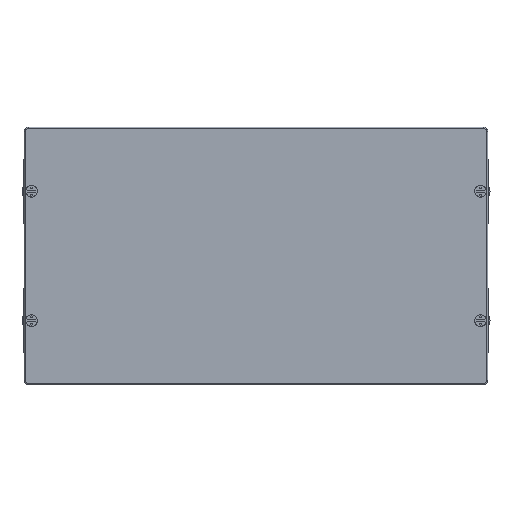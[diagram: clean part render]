
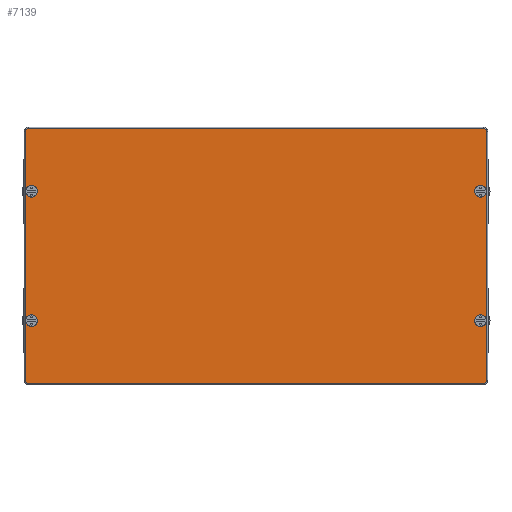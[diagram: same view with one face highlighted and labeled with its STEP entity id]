
A CAD part, top view. The second image highlights one B-rep face of the part: STEP entity #7139.
In plain terms, the highlighted planar face has unit normal (0, 0, 1).
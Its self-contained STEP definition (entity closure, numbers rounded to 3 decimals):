
#2=CARTESIAN_POINT('',(124.,75.,10.));
#3=DIRECTION('',(0.,0.,1.));
#4=DIRECTION('',(-0.479,-0.878,0.));
#5=AXIS2_PLACEMENT_3D('',#2,#3,#4);
#7=CARTESIAN_POINT('',(124.,75.,10.));
#8=DIRECTION('',(0.,0.,1.));
#9=DIRECTION('',(0.479,0.878,0.));
#10=AXIS2_PLACEMENT_3D('',#7,#8,#9);
#12=CARTESIAN_POINT('',(124.,-75.,10.));
#13=DIRECTION('',(0.,0.,1.));
#14=DIRECTION('',(0.479,-0.878,0.));
#15=AXIS2_PLACEMENT_3D('',#12,#13,#14);
#17=CARTESIAN_POINT('',(124.,-75.,10.));
#18=DIRECTION('',(0.,0.,1.));
#19=DIRECTION('',(-0.479,0.878,0.));
#20=AXIS2_PLACEMENT_3D('',#17,#18,#19);
#22=CARTESIAN_POINT('',(-397.,-75.,10.));
#23=DIRECTION('',(0.,0.,-1.));
#24=DIRECTION('',(-0.479,-0.878,0.));
#25=AXIS2_PLACEMENT_3D('',#22,#23,#24);
#27=CARTESIAN_POINT('',(-397.,-75.,10.));
#28=DIRECTION('',(0.,0.,-1.));
#29=DIRECTION('',(0.479,0.878,0.));
#30=AXIS2_PLACEMENT_3D('',#27,#28,#29);
#32=CARTESIAN_POINT('',(-397.,75.,10.));
#33=DIRECTION('',(0.,0.,-1.));
#34=DIRECTION('',(0.479,-0.878,0.));
#35=AXIS2_PLACEMENT_3D('',#32,#33,#34);
#37=CARTESIAN_POINT('',(-397.,75.,10.));
#38=DIRECTION('',(0.,0.,-1.));
#39=DIRECTION('',(-0.479,0.878,0.));
#40=AXIS2_PLACEMENT_3D('',#37,#38,#39);
#42=CARTESIAN_POINT('',(127.5,144.5,10.));
#43=DIRECTION('',(0.,0.,-1.));
#44=DIRECTION('',(0.,1.,0.));
#45=AXIS2_PLACEMENT_3D('',#42,#43,#44);
#47=CARTESIAN_POINT('',(127.5,-144.5,10.));
#48=DIRECTION('',(0.,0.,-1.));
#49=DIRECTION('',(1.,0.,0.));
#50=AXIS2_PLACEMENT_3D('',#47,#48,#49);
#52=CARTESIAN_POINT('',(-400.5,-144.5,10.));
#53=DIRECTION('',(0.,0.,1.));
#54=DIRECTION('',(-1.,0.,0.));
#55=AXIS2_PLACEMENT_3D('',#52,#53,#54);
#57=CARTESIAN_POINT('',(-400.5,144.5,10.));
#58=DIRECTION('',(0.,0.,1.));
#59=DIRECTION('',(0.,1.,0.));
#60=AXIS2_PLACEMENT_3D('',#57,#58,#59);
#730=DIRECTION('',(-1.,0.,0.));
#731=VECTOR('',#730,528.);
#732=CARTESIAN_POINT('',(127.5,147.838,10.));
#733=LINE('',#732,#731);
#1694=DIRECTION('',(1.,0.,0.));
#1695=VECTOR('',#1694,528.);
#1696=CARTESIAN_POINT('',(-400.5,-147.838,10.));
#1697=LINE('',#1696,#1695);
#1717=DIRECTION('',(0.,1.,0.));
#1718=VECTOR('',#1717,289.);
#1719=CARTESIAN_POINT('',(130.838,-144.5,10.));
#1720=LINE('',#1719,#1718);
#5696=DIRECTION('',(0.,1.,0.));
#5697=VECTOR('',#5696,289.);
#5698=CARTESIAN_POINT('',(-403.838,-144.5,10.));
#5699=LINE('',#5698,#5697);
#5704=CARTESIAN_POINT('',(-400.5,147.838,10.));
#5705=CARTESIAN_POINT('',(-403.838,144.5,10.));
#5706=VERTEX_POINT('',#5704);
#5707=VERTEX_POINT('',#5705);
#5708=CARTESIAN_POINT('',(-403.838,-144.5,10.));
#5709=VERTEX_POINT('',#5708);
#5710=CARTESIAN_POINT('',(-400.5,-147.838,10.));
#5711=VERTEX_POINT('',#5710);
#5712=CARTESIAN_POINT('',(-400.265,-80.977,10.));
#5713=CARTESIAN_POINT('',(-393.735,-69.023,10.));
#5714=VERTEX_POINT('',#5712);
#5715=VERTEX_POINT('',#5713);
#5716=CARTESIAN_POINT('',(-393.735,69.023,10.));
#5717=CARTESIAN_POINT('',(-400.265,80.977,10.));
#5718=VERTEX_POINT('',#5716);
#5719=VERTEX_POINT('',#5717);
#6012=CARTESIAN_POINT('',(127.5,147.838,10.));
#6013=CARTESIAN_POINT('',(130.838,144.5,10.));
#6014=VERTEX_POINT('',#6012);
#6015=VERTEX_POINT('',#6013);
#6016=CARTESIAN_POINT('',(130.838,-144.5,10.));
#6017=VERTEX_POINT('',#6016);
#6018=CARTESIAN_POINT('',(127.5,-147.838,10.));
#6019=VERTEX_POINT('',#6018);
#6020=CARTESIAN_POINT('',(127.265,-80.977,10.));
#6021=CARTESIAN_POINT('',(120.735,-69.023,10.));
#6022=VERTEX_POINT('',#6020);
#6023=VERTEX_POINT('',#6021);
#6024=CARTESIAN_POINT('',(120.735,69.023,10.));
#6025=CARTESIAN_POINT('',(127.265,80.977,10.));
#6026=VERTEX_POINT('',#6024);
#6027=VERTEX_POINT('',#6025);
#7092=CARTESIAN_POINT('',(0.,-149.5,10.));
#7093=DIRECTION('',(0.,0.,-1.));
#7094=DIRECTION('',(0.,1.,0.));
#7095=AXIS2_PLACEMENT_3D('',#7092,#7093,#7094);
#7096=PLANE('',#7095);
#7098=ORIENTED_EDGE('',*,*,#7097,.F.);
#7100=ORIENTED_EDGE('',*,*,#7099,.T.);
#7102=ORIENTED_EDGE('',*,*,#7101,.F.);
#7104=ORIENTED_EDGE('',*,*,#7103,.T.);
#7106=ORIENTED_EDGE('',*,*,#7105,.F.);
#7108=ORIENTED_EDGE('',*,*,#7107,.F.);
#7110=ORIENTED_EDGE('',*,*,#7109,.T.);
#7112=ORIENTED_EDGE('',*,*,#7111,.F.);
#7113=EDGE_LOOP('',(#7098,#7100,#7102,#7104,#7106,#7108,#7110,#7112));
#7114=FACE_OUTER_BOUND('',#7113,.F.);
#7116=ORIENTED_EDGE('',*,*,#7115,.T.);
#7118=ORIENTED_EDGE('',*,*,#7117,.T.);
#7119=EDGE_LOOP('',(#7116,#7118));
#7120=FACE_BOUND('',#7119,.F.);
#7122=ORIENTED_EDGE('',*,*,#7121,.F.);
#7124=ORIENTED_EDGE('',*,*,#7123,.F.);
#7125=EDGE_LOOP('',(#7122,#7124));
#7126=FACE_BOUND('',#7125,.F.);
#7128=ORIENTED_EDGE('',*,*,#7127,.F.);
#7130=ORIENTED_EDGE('',*,*,#7129,.F.);
#7131=EDGE_LOOP('',(#7128,#7130));
#7132=FACE_BOUND('',#7131,.F.);
#7134=ORIENTED_EDGE('',*,*,#7133,.T.);
#7136=ORIENTED_EDGE('',*,*,#7135,.T.);
#7137=EDGE_LOOP('',(#7134,#7136));
#7138=FACE_BOUND('',#7137,.F.);
#7139=ADVANCED_FACE('',(#7114,#7120,#7126,#7132,#7138),#7096,.F.);
#6=CIRCLE('',#5,6.811);
#11=CIRCLE('',#10,6.811);
#16=CIRCLE('',#15,6.811);
#21=CIRCLE('',#20,6.811);
#26=CIRCLE('',#25,6.811);
#31=CIRCLE('',#30,6.811);
#36=CIRCLE('',#35,6.811);
#41=CIRCLE('',#40,6.811);
#46=CIRCLE('',#45,3.338);
#51=CIRCLE('',#50,3.338);
#56=CIRCLE('',#55,3.338);
#61=CIRCLE('',#60,3.338);
#7097=EDGE_CURVE('',#6014,#5706,#733,.T.);
#7099=EDGE_CURVE('',#6014,#6015,#46,.T.);
#7101=EDGE_CURVE('',#6017,#6015,#1720,.T.);
#7103=EDGE_CURVE('',#6017,#6019,#51,.T.);
#7105=EDGE_CURVE('',#5711,#6019,#1697,.T.);
#7107=EDGE_CURVE('',#5709,#5711,#56,.T.);
#7109=EDGE_CURVE('',#5709,#5707,#5699,.T.);
#7111=EDGE_CURVE('',#5706,#5707,#61,.T.);
#7115=EDGE_CURVE('',#6022,#6023,#16,.T.);
#7117=EDGE_CURVE('',#6023,#6022,#21,.T.);
#7121=EDGE_CURVE('',#5714,#5715,#26,.T.);
#7123=EDGE_CURVE('',#5715,#5714,#31,.T.);
#7127=EDGE_CURVE('',#5718,#5719,#36,.T.);
#7129=EDGE_CURVE('',#5719,#5718,#41,.T.);
#7133=EDGE_CURVE('',#6026,#6027,#6,.T.);
#7135=EDGE_CURVE('',#6027,#6026,#11,.T.);
